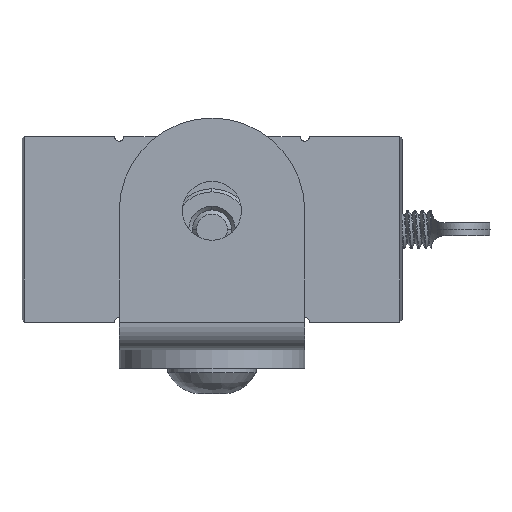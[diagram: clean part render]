
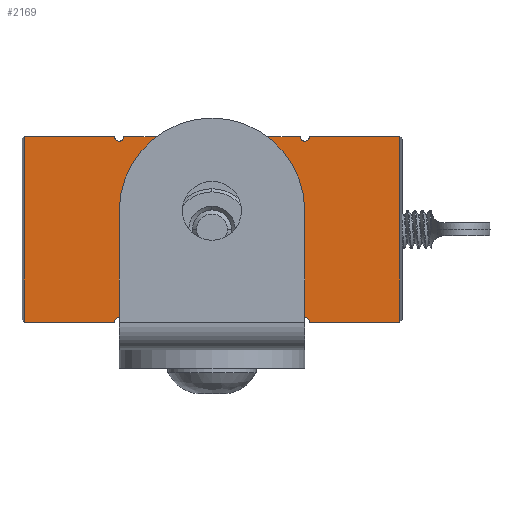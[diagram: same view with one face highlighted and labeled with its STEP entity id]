
A CAD part, front view. The second image highlights one B-rep face of the part: STEP entity #2169.
In plain terms, the highlighted face is planar.
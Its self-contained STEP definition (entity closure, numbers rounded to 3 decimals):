
#1306=DIRECTION('',(0.,-1.,0.));
#1307=VECTOR('',#1306,9.);
#1308=CARTESIAN_POINT('',(-10.,-0.5,0.));
#1309=LINE('',#1308,#1307);
#1328=DIRECTION('',(0.,-1.,0.));
#1329=VECTOR('',#1328,9.);
#1330=CARTESIAN_POINT('',(-10.,9.5,0.));
#1331=LINE('',#1330,#1329);
#1347=CARTESIAN_POINT('',(-10.,-10.5,0.));
#1354=DIRECTION('',(0.,-1.,0.));
#1355=VECTOR('',#1354,9.75);
#1356=CARTESIAN_POINT('',(-10.,-10.5,0.));
#1357=LINE('',#1356,#1355);
#1446=DIRECTION('',(0.,-1.,0.));
#1447=VECTOR('',#1446,9.75);
#1448=CARTESIAN_POINT('',(-10.,20.25,0.));
#1449=LINE('',#1448,#1447);
#1450=CARTESIAN_POINT('',(-10.,10.5,0.));
#1517=DIRECTION('',(1.,0.,0.));
#1518=VECTOR('',#1517,20.);
#1519=CARTESIAN_POINT('',(-10.,20.25,0.));
#1520=LINE('',#1519,#1518);
#1521=CARTESIAN_POINT('',(10.,10.,0.));
#1522=DIRECTION('',(0.,0.,-1.));
#1523=DIRECTION('',(0.,-1.,0.));
#1524=AXIS2_PLACEMENT_3D('',#1521,#1522,#1523);
#1526=CARTESIAN_POINT('',(10.,0.,0.));
#1527=DIRECTION('',(0.,0.,-1.));
#1528=DIRECTION('',(0.,-1.,0.));
#1529=AXIS2_PLACEMENT_3D('',#1526,#1527,#1528);
#1531=CARTESIAN_POINT('',(10.,-10.,0.));
#1532=DIRECTION('',(0.,0.,-1.));
#1533=DIRECTION('',(0.,-1.,0.));
#1534=AXIS2_PLACEMENT_3D('',#1531,#1532,#1533);
#1536=CARTESIAN_POINT('',(-10.,-10.,0.));
#1537=DIRECTION('',(0.,0.,-1.));
#1538=DIRECTION('',(0.,1.,0.));
#1539=AXIS2_PLACEMENT_3D('',#1536,#1537,#1538);
#1541=CARTESIAN_POINT('',(-10.,0.,0.));
#1542=DIRECTION('',(0.,0.,-1.));
#1543=DIRECTION('',(0.,1.,0.));
#1544=AXIS2_PLACEMENT_3D('',#1541,#1542,#1543);
#1546=CARTESIAN_POINT('',(-10.,10.,0.));
#1547=DIRECTION('',(0.,0.,-1.));
#1548=DIRECTION('',(0.,1.,0.));
#1549=AXIS2_PLACEMENT_3D('',#1546,#1547,#1548);
#1551=CARTESIAN_POINT('',(0.,0.,0.));
#1552=DIRECTION('',(0.,0.,-1.));
#1553=DIRECTION('',(-1.,0.,0.));
#1554=AXIS2_PLACEMENT_3D('',#1551,#1552,#1553);
#1556=CARTESIAN_POINT('',(0.,0.,0.));
#1557=DIRECTION('',(0.,0.,-1.));
#1558=DIRECTION('',(1.,0.,0.));
#1559=AXIS2_PLACEMENT_3D('',#1556,#1557,#1558);
#1624=DIRECTION('',(0.,-1.,0.));
#1625=VECTOR('',#1624,9.);
#1626=CARTESIAN_POINT('',(10.,-0.5,0.));
#1627=LINE('',#1626,#1625);
#1646=DIRECTION('',(0.,-1.,0.));
#1647=VECTOR('',#1646,9.);
#1648=CARTESIAN_POINT('',(10.,9.5,0.));
#1649=LINE('',#1648,#1647);
#1679=DIRECTION('',(0.,-1.,0.));
#1680=VECTOR('',#1679,9.75);
#1681=CARTESIAN_POINT('',(10.,-10.5,0.));
#1682=LINE('',#1681,#1680);
#1683=CARTESIAN_POINT('',(10.,-10.5,0.));
#1750=CARTESIAN_POINT('',(10.,10.5,0.));
#1757=DIRECTION('',(0.,-1.,0.));
#1758=VECTOR('',#1757,9.75);
#1759=CARTESIAN_POINT('',(10.,20.25,0.));
#1760=LINE('',#1759,#1758);
#1851=DIRECTION('',(1.,0.,0.));
#1852=VECTOR('',#1851,20.);
#1853=CARTESIAN_POINT('',(-10.,-20.25,0.));
#1854=LINE('',#1853,#1852);
#1905=CARTESIAN_POINT('',(-10.,20.25,0.));
#1906=CARTESIAN_POINT('',(10.,20.25,0.));
#1907=VERTEX_POINT('',#1905);
#1908=VERTEX_POINT('',#1906);
#1909=CARTESIAN_POINT('',(-10.,-20.25,0.));
#1910=CARTESIAN_POINT('',(10.,-20.25,0.));
#1911=VERTEX_POINT('',#1909);
#1912=VERTEX_POINT('',#1910);
#1926=CARTESIAN_POINT('',(-3.302,0.,0.));
#1927=CARTESIAN_POINT('',(3.302,0.,0.));
#1928=VERTEX_POINT('',#1926);
#1929=VERTEX_POINT('',#1927);
#1954=CARTESIAN_POINT('',(-10.,9.5,0.));
#1955=CARTESIAN_POINT('',(-10.,0.5,0.));
#1956=VERTEX_POINT('',#1954);
#1957=VERTEX_POINT('',#1955);
#1958=CARTESIAN_POINT('',(-10.,-0.5,0.));
#1959=CARTESIAN_POINT('',(-10.,-9.5,0.));
#1960=VERTEX_POINT('',#1958);
#1961=VERTEX_POINT('',#1959);
#1962=CARTESIAN_POINT('',(10.,9.5,0.));
#1963=CARTESIAN_POINT('',(10.,0.5,0.));
#1964=VERTEX_POINT('',#1962);
#1965=VERTEX_POINT('',#1963);
#1966=CARTESIAN_POINT('',(10.,-0.5,0.));
#1967=CARTESIAN_POINT('',(10.,-9.5,0.));
#1968=VERTEX_POINT('',#1966);
#1969=VERTEX_POINT('',#1967);
#1970=VERTEX_POINT('',#1450);
#1972=VERTEX_POINT('',#1347);
#1974=VERTEX_POINT('',#1750);
#1976=VERTEX_POINT('',#1683);
#2130=CARTESIAN_POINT('',(-10.,20.25,0.));
#2131=DIRECTION('',(0.,0.,1.));
#2132=DIRECTION('',(0.,-1.,0.));
#2133=AXIS2_PLACEMENT_3D('',#2130,#2131,#2132);
#2134=PLANE('',#2133);
#2135=ORIENTED_EDGE('',*,*,#2049,.F.);
#2137=ORIENTED_EDGE('',*,*,#2136,.T.);
#2139=ORIENTED_EDGE('',*,*,#2138,.T.);
#2141=ORIENTED_EDGE('',*,*,#2140,.F.);
#2143=ORIENTED_EDGE('',*,*,#2142,.T.);
#2145=ORIENTED_EDGE('',*,*,#2144,.F.);
#2147=ORIENTED_EDGE('',*,*,#2146,.T.);
#2149=ORIENTED_EDGE('',*,*,#2148,.F.);
#2151=ORIENTED_EDGE('',*,*,#2150,.T.);
#2153=ORIENTED_EDGE('',*,*,#2152,.F.);
#2154=ORIENTED_EDGE('',*,*,#2023,.F.);
#2156=ORIENTED_EDGE('',*,*,#2155,.F.);
#2157=ORIENTED_EDGE('',*,*,#1987,.F.);
#2159=ORIENTED_EDGE('',*,*,#2158,.F.);
#2160=ORIENTED_EDGE('',*,*,#2003,.F.);
#2162=ORIENTED_EDGE('',*,*,#2161,.F.);
#2163=EDGE_LOOP('',(#2135,#2137,#2139,#2141,#2143,#2145,#2147,#2149,#2151,#2153,
#2154,#2156,#2157,#2159,#2160,#2162));
#2164=FACE_OUTER_BOUND('',#2163,.F.);
#2165=ORIENTED_EDGE('',*,*,#2110,.F.);
#2166=ORIENTED_EDGE('',*,*,#2124,.F.);
#2167=EDGE_LOOP('',(#2165,#2166));
#2168=FACE_BOUND('',#2167,.F.);
#2169=ADVANCED_FACE('',(#2164,#2168),#2134,.T.);
#1525=CIRCLE('',#1524,0.5);
#1530=CIRCLE('',#1529,0.5);
#1535=CIRCLE('',#1534,0.5);
#1540=CIRCLE('',#1539,0.5);
#1545=CIRCLE('',#1544,0.5);
#1550=CIRCLE('',#1549,0.5);
#1555=CIRCLE('',#1554,3.302);
#1560=CIRCLE('',#1559,3.302);
#1987=EDGE_CURVE('',#1960,#1961,#1309,.T.);
#2003=EDGE_CURVE('',#1956,#1957,#1331,.T.);
#2023=EDGE_CURVE('',#1972,#1911,#1357,.T.);
#2049=EDGE_CURVE('',#1907,#1970,#1449,.T.);
#2110=EDGE_CURVE('',#1928,#1929,#1555,.T.);
#2124=EDGE_CURVE('',#1929,#1928,#1560,.T.);
#2136=EDGE_CURVE('',#1907,#1908,#1520,.T.);
#2138=EDGE_CURVE('',#1908,#1974,#1760,.T.);
#2140=EDGE_CURVE('',#1964,#1974,#1525,.T.);
#2142=EDGE_CURVE('',#1964,#1965,#1649,.T.);
#2144=EDGE_CURVE('',#1968,#1965,#1530,.T.);
#2146=EDGE_CURVE('',#1968,#1969,#1627,.T.);
#2148=EDGE_CURVE('',#1976,#1969,#1535,.T.);
#2150=EDGE_CURVE('',#1976,#1912,#1682,.T.);
#2152=EDGE_CURVE('',#1911,#1912,#1854,.T.);
#2155=EDGE_CURVE('',#1961,#1972,#1540,.T.);
#2158=EDGE_CURVE('',#1957,#1960,#1545,.T.);
#2161=EDGE_CURVE('',#1970,#1956,#1550,.T.);
